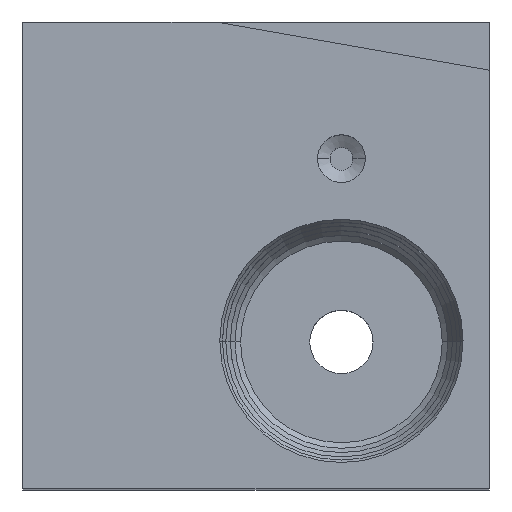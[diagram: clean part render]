
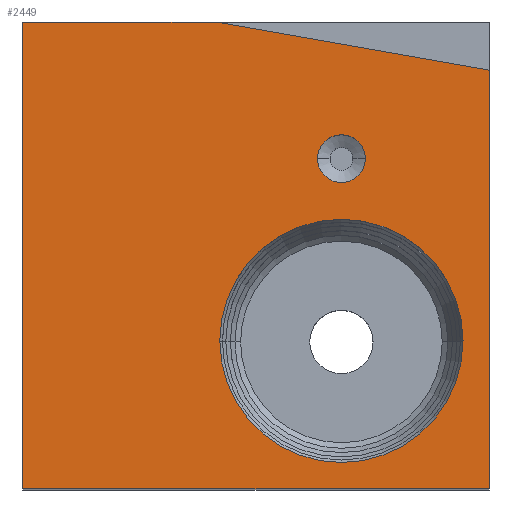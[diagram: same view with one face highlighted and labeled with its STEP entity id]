
A CAD part, top view. The second image highlights one B-rep face of the part: STEP entity #2449.
In plain terms, the highlighted planar face has unit normal (0, 0, 1).
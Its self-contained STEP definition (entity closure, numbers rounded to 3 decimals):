
#23 = VECTOR ( 'NONE', #82, 1000. ) ;
#82 = DIRECTION ( 'NONE',  ( 0., -1., 0. ) ) ;
#103 = EDGE_CURVE ( 'NONE', #892, #479, #814, .T. ) ;
#125 = VERTEX_POINT ( 'NONE', #596 ) ;
#212 = VERTEX_POINT ( 'NONE', #2701 ) ;
#225 = LINE ( 'NONE', #1143, #622 ) ;
#320 = DIRECTION ( 'NONE',  ( -1., 0., 0. ) ) ;
#417 = EDGE_CURVE ( 'NONE', #479, #1659, #1034, .T. ) ;
#421 = ORIENTED_EDGE ( 'NONE', *, *, #1258, .F. ) ;
#428 = VECTOR ( 'NONE', #2643, 1000. ) ;
#445 = CARTESIAN_POINT ( 'NONE',  ( 0., 16., 54. ) ) ;
#474 = VERTEX_POINT ( 'NONE', #1060 ) ;
#479 = VERTEX_POINT ( 'NONE', #1971 ) ;
#494 = ORIENTED_EDGE ( 'NONE', *, *, #1241, .F. ) ;
#505 = CARTESIAN_POINT ( 'NONE',  ( 0., 0., 54. ) ) ;
#534 = ORIENTED_EDGE ( 'NONE', *, *, #1331, .T. ) ;
#577 = VERTEX_POINT ( 'NONE', #2493 ) ;
#596 = CARTESIAN_POINT ( 'NONE',  ( -10.68, 0., 54. ) ) ;
#598 = EDGE_CURVE ( 'NONE', #1320, #1659, #946, .T. ) ;
#622 = VECTOR ( 'NONE', #2052, 1000. ) ;
#681 = VECTOR ( 'NONE', #2775, 1000. ) ;
#690 = DIRECTION ( 'NONE',  ( 1., 0., 0. ) ) ;
#739 = FACE_BOUND ( 'NONE', #2577, .T. ) ;
#766 = CARTESIAN_POINT ( 'NONE',  ( 0., 0., 54. ) ) ;
#768 = EDGE_CURVE ( 'NONE', #474, #125, #1012, .T. ) ;
#814 = LINE ( 'NONE', #1718, #428 ) ;
#873 = VECTOR ( 'NONE', #2866, 1000. ) ;
#892 = VERTEX_POINT ( 'NONE', #2280 ) ;
#900 = EDGE_CURVE ( 'NONE', #577, #1320, #225, .T. ) ;
#946 = LINE ( 'NONE', #1852, #681 ) ;
#991 = ORIENTED_EDGE ( 'NONE', *, *, #417, .F. ) ;
#1012 = CIRCLE ( 'NONE', #2690, 10.68 ) ;
#1034 = LINE ( 'NONE', #1945, #873 ) ;
#1060 = CARTESIAN_POINT ( 'NONE',  ( 10.68, 0., 54. ) ) ;
#1143 = CARTESIAN_POINT ( 'NONE',  ( -28., -13., 54. ) ) ;
#1182 = CIRCLE ( 'NONE', #2087, 10.68 ) ;
#1221 = LINE ( 'NONE', #2138, #23 ) ;
#1241 = EDGE_CURVE ( 'NONE', #1436, #212, #1377, .T. ) ;
#1258 = EDGE_CURVE ( 'NONE', #212, #1436, #2670, .T. ) ;
#1306 = EDGE_LOOP ( 'NONE', ( #991, #1325, #1313, #2760, #1951 ) ) ;
#1313 = ORIENTED_EDGE ( 'NONE', *, *, #1353, .T. ) ;
#1320 = VERTEX_POINT ( 'NONE', #2816 ) ;
#1325 = ORIENTED_EDGE ( 'NONE', *, *, #103, .F. ) ;
#1331 = EDGE_CURVE ( 'NONE', #125, #474, #1182, .T. ) ;
#1353 = EDGE_CURVE ( 'NONE', #892, #577, #1221, .T. ) ;
#1360 = DIRECTION ( 'NONE',  ( 0., 0., 1. ) ) ;
#1375 = EDGE_LOOP ( 'NONE', ( #534, #2961 ) ) ;
#1377 = CIRCLE ( 'NONE', #1992, 2.1 ) ;
#1424 = DIRECTION ( 'NONE',  ( 0., 0., 1. ) ) ;
#1436 = VERTEX_POINT ( 'NONE', #1729 ) ;
#1460 = CARTESIAN_POINT ( 'NONE',  ( 0., 0., 54. ) ) ;
#1613 = CARTESIAN_POINT ( 'NONE',  ( 13., 23.768, 54. ) ) ;
#1642 = FACE_BOUND ( 'NONE', #1375, .T. ) ;
#1659 = VERTEX_POINT ( 'NONE', #1613 ) ;
#1669 = DIRECTION ( 'NONE',  ( 0., 0., -1. ) ) ;
#1718 = CARTESIAN_POINT ( 'NONE',  ( -28., 28., 54. ) ) ;
#1729 = CARTESIAN_POINT ( 'NONE',  ( 2.1, 16., 54. ) ) ;
#1819 = CARTESIAN_POINT ( 'NONE',  ( 0., 16., 54. ) ) ;
#1852 = CARTESIAN_POINT ( 'NONE',  ( 13., -13., 54. ) ) ;
#1945 = CARTESIAN_POINT ( 'NONE',  ( -11., 28., 54. ) ) ;
#1951 = ORIENTED_EDGE ( 'NONE', *, *, #598, .T. ) ;
#1971 = CARTESIAN_POINT ( 'NONE',  ( -11., 28., 54. ) ) ;
#1992 = AXIS2_PLACEMENT_3D ( 'NONE', #445, #1360, #2274 ) ;
#2052 = DIRECTION ( 'NONE',  ( 1., 0., 0. ) ) ;
#2087 = AXIS2_PLACEMENT_3D ( 'NONE', #766, #1669, #2595 ) ;
#2138 = CARTESIAN_POINT ( 'NONE',  ( -28., 28., 54. ) ) ;
#2176 = AXIS2_PLACEMENT_3D ( 'NONE', #505, #1424, #2337 ) ;
#2274 = DIRECTION ( 'NONE',  ( 1., 0., 0. ) ) ;
#2280 = CARTESIAN_POINT ( 'NONE',  ( -28., 28., 54. ) ) ;
#2328 = AXIS2_PLACEMENT_3D ( 'NONE', #1819, #2743, #690 ) ;
#2337 = DIRECTION ( 'NONE',  ( 1., 0., 0. ) ) ;
#2374 = DIRECTION ( 'NONE',  ( 0., 0., -1. ) ) ;
#2449 = ADVANCED_FACE ( 'NONE', ( #2790, #739, #1642 ), #2565, .T. ) ;
#2493 = CARTESIAN_POINT ( 'NONE',  ( -28., -13., 54. ) ) ;
#2565 = PLANE ( 'NONE',  #2176 ) ;
#2577 = EDGE_LOOP ( 'NONE', ( #494, #421 ) ) ;
#2595 = DIRECTION ( 'NONE',  ( -1., 0., 0. ) ) ;
#2643 = DIRECTION ( 'NONE',  ( 1., 0., 0. ) ) ;
#2670 = CIRCLE ( 'NONE', #2328, 2.1 ) ;
#2690 = AXIS2_PLACEMENT_3D ( 'NONE', #1460, #2374, #320 ) ;
#2701 = CARTESIAN_POINT ( 'NONE',  ( -2.1, 16., 54. ) ) ;
#2743 = DIRECTION ( 'NONE',  ( 0., 0., 1. ) ) ;
#2760 = ORIENTED_EDGE ( 'NONE', *, *, #900, .T. ) ;
#2775 = DIRECTION ( 'NONE',  ( 0., 1., 0. ) ) ;
#2790 = FACE_OUTER_BOUND ( 'NONE', #1306, .T. ) ;
#2816 = CARTESIAN_POINT ( 'NONE',  ( 13., -13., 54. ) ) ;
#2866 = DIRECTION ( 'NONE',  ( 0.985, -0.174, 0. ) ) ;
#2961 = ORIENTED_EDGE ( 'NONE', *, *, #768, .T. ) ;
